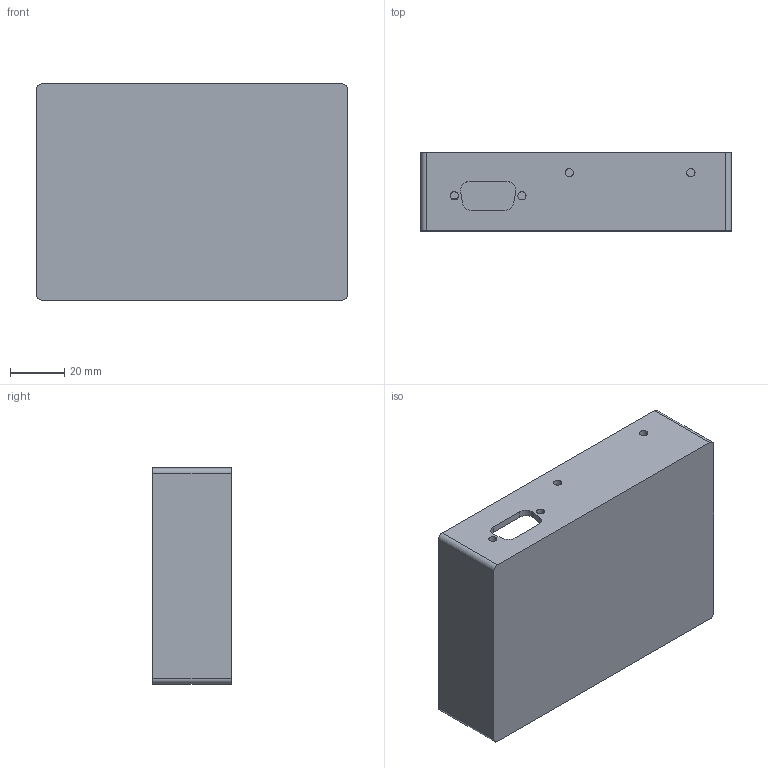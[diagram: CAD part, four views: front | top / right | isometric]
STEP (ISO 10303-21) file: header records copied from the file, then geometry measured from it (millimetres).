
FILE_DESCRIPTION (( 'STEP AP214' ), '1' );
FILE_NAME ('base.STEP', '2024-09-24T08:49:21', ( '' ), ( '' ), 'SwSTEP 2.0', 'SolidWorks 2021', '' );
FILE_SCHEMA (( 'AUTOMOTIVE_DESIGN' ));
Length unit declared in the file: millimetre
Products named in the file (1): base
Bounding box: 115 x 29 x 80 mm (x, y, z)
Volume: 48610.8 mm3; surface area: 41113.3 mm2
Topology: 1 solids, 1 shells, 174 faces, 444 edges, 290 vertices
Faces by surface type: cylinder 83, plane 77, torus 14
Entity records: 5405 total; most frequent: DIRECTION 985, CARTESIAN_POINT 940, ORIENTED_EDGE 888, EDGE_CURVE 444, AXIS2_PLACEMENT_3D 373, VERTEX_POINT 290, VECTOR 239, LINE 239
